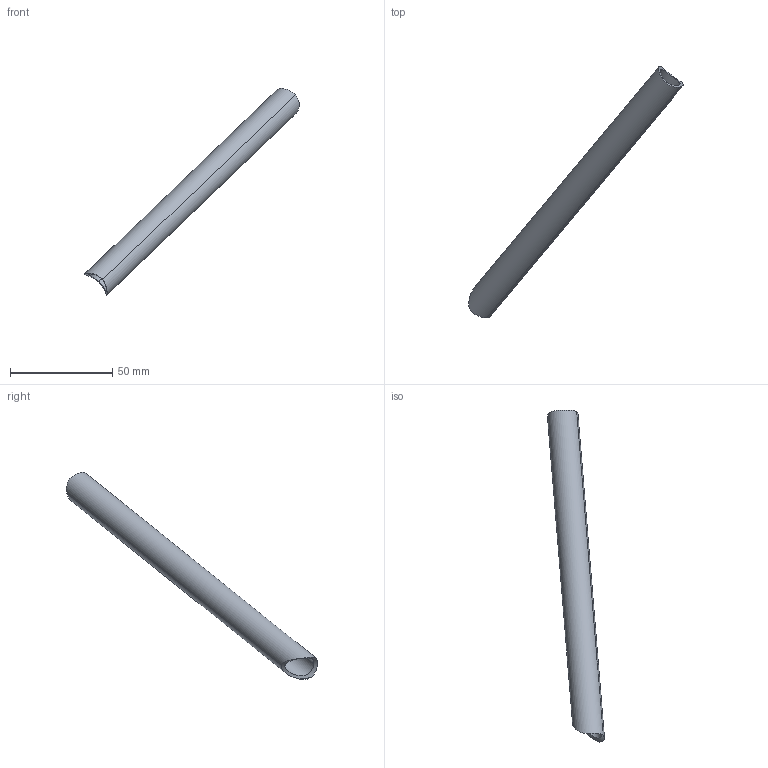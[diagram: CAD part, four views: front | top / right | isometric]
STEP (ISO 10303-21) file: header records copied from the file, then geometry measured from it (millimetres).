
FILE_DESCRIPTION(('STEP AP214'),'1');
FILE_NAME('61.stp','2018-02-08T14:08:37',(' '),(' '),'Spatial InterOp 3D',' ',' ');
FILE_SCHEMA(('automotive_design'));
Length unit declared in the file: metre
Products named in the file (1): Corps1
Bounding box: 105.02 x 122.91 x 101.29 mm (x, y, z)
Volume: 10654.9 mm3; surface area: 14370.1 mm2
Topology: 1 solids, 1 shells, 7 faces, 20 edges, 15 vertices
Faces by surface type: cylinder 7
Entity records: 621 total; most frequent: CARTESIAN_POINT 375, ORIENTED_EDGE 40, DIRECTION 21, EDGE_CURVE 20, VERTEX_POINT 15, B_SPLINE_CURVE_WITH_KNOTS 15, EDGE_LOOP 9, STYLED_ITEM 8
